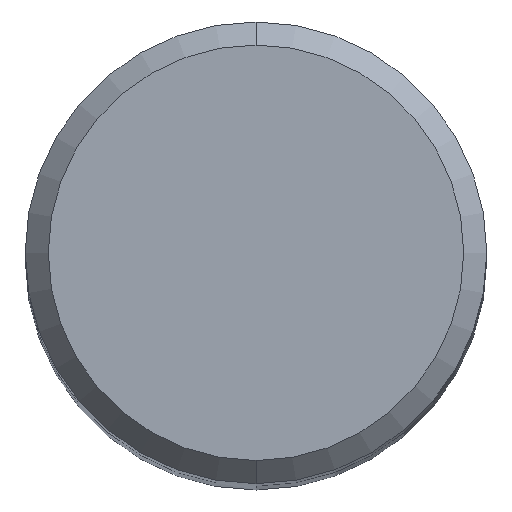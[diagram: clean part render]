
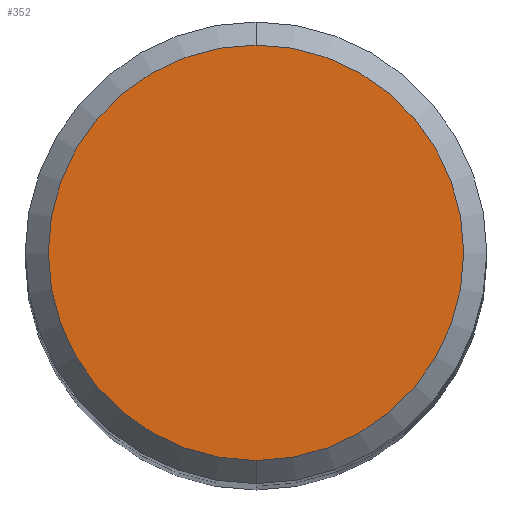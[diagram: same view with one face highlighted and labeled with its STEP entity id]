
A CAD part, top view. The second image highlights one B-rep face of the part: STEP entity #352.
In plain terms, the highlighted planar face has unit normal (0, 0, 1).
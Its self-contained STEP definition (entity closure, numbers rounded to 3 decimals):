
#254=VERTEX_POINT('',#596);
#286=VERTEX_POINT('',#633);
#288=EDGE_CURVE('',#286,#254,#635,.T.);
#352=ADVANCED_FACE('',(#706),#707,.T.);
#492=EDGE_CURVE('',#254,#286,#860,.T.);
#596=CARTESIAN_POINT('',(0.,-9.0,0.0));
#633=CARTESIAN_POINT('',(0.0,9.0,0.0));
#635=CIRCLE('',#1166,9.0);
#706=FACE_OUTER_BOUND('',#1260,.T.);
#707=PLANE('',#1261);
#860=CIRCLE('',#1700,9.0);
#1166=AXIS2_PLACEMENT_3D('',#1853,#1854,#1855);
#1260=EDGE_LOOP('',(#1955,#1956));
#1261=AXIS2_PLACEMENT_3D('',#1957,#1958,#1959);
#1700=AXIS2_PLACEMENT_3D('',#2108,#2109,#2110);
#1853=CARTESIAN_POINT('',(0.0,0.0,0.0));
#1854=DIRECTION('',(0.0,0.0,-1.0));
#1855=DIRECTION('',(0.0,1.0,0.0));
#1955=ORIENTED_EDGE('',*,*,#288,.F.);
#1956=ORIENTED_EDGE('',*,*,#492,.F.);
#1957=CARTESIAN_POINT('',(0.0,4.5,0.0));
#1958=DIRECTION('',(-0.0,0.0,1.0));
#1959=DIRECTION('',(0.0,-1.0,0.0));
#2108=CARTESIAN_POINT('',(0.0,0.0,0.0));
#2109=DIRECTION('',(0.0,0.0,-1.0));
#2110=DIRECTION('',(0.0,1.0,0.0));
